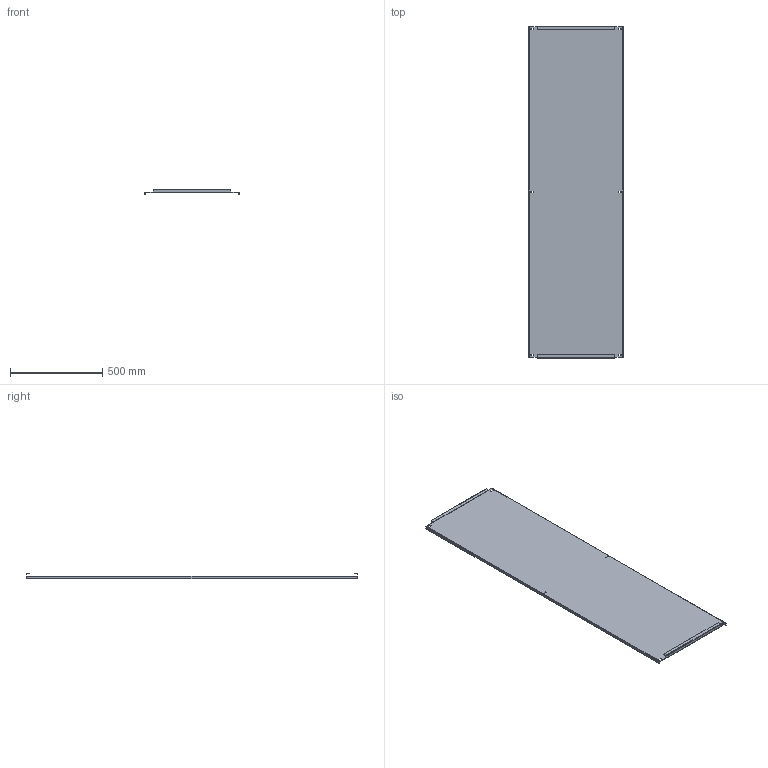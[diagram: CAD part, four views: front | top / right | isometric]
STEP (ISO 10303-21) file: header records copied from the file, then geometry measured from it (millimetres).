
FILE_DESCRIPTION (( 'STEP AP214' ), '1' );
FILE_NAME ('mb15-18-51s ïàíåëü ìîíòàæíàÿ 1800õ510.STEP', '2021-02-05T08:10:39', ( '' ), ( '' ), 'SwSTEP 2.0', 'SolidWorks 2021', '' );
FILE_SCHEMA (( 'AUTOMOTIVE_DESIGN' ));
Length unit declared in the file: millimetre
Products named in the file (1): mb15-18-51s ïàíåëü ìîíòàæíàÿ 1800õ510
Bounding box: 510 x 1800 x 32.5 mm (x, y, z)
Volume: 1977021.4 mm3; surface area: 1987204.7 mm2
Topology: 1 solids, 1 shells, 92 faces, 222 edges, 132 vertices
Faces by surface type: plane 62, cylinder 30
Entity records: 2680 total; most frequent: DIRECTION 468, CARTESIAN_POINT 447, ORIENTED_EDGE 444, EDGE_CURVE 222, VECTOR 162, LINE 162, AXIS2_PLACEMENT_3D 153, VERTEX_POINT 132
